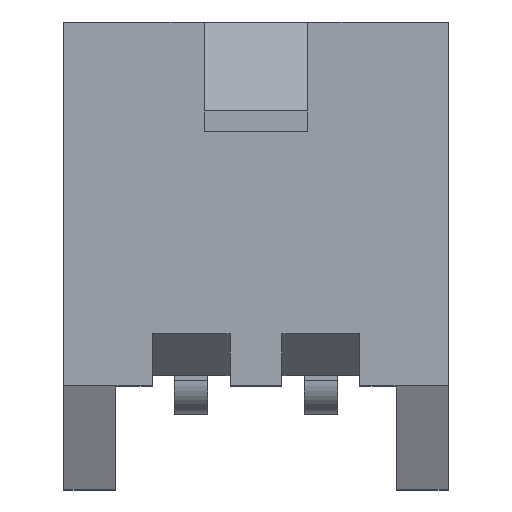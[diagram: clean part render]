
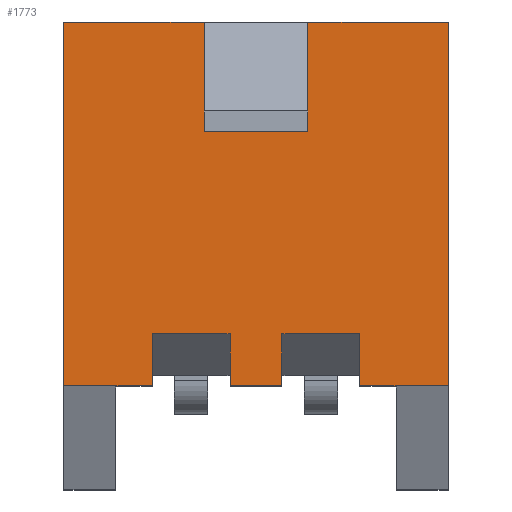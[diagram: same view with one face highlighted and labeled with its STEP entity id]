
A CAD part, top view. The second image highlights one B-rep face of the part: STEP entity #1773.
In plain terms, the highlighted planar face has unit normal (0, 0, 1).
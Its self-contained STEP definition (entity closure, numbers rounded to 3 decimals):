
#1 = EDGE_CURVE ( 'NONE', #1992, #2409, #1155, .T. ) ;
#5 = VERTEX_POINT ( 'NONE', #1829 ) ;
#28 = ORIENTED_EDGE ( 'NONE', *, *, #2766, .F. ) ;
#33 = DIRECTION ( 'NONE',  ( 0., -1., 0. ) ) ;
#60 = DIRECTION ( 'NONE',  ( 1., 0., 0. ) ) ;
#73 = LINE ( 'NONE', #2265, #3112 ) ;
#80 = LINE ( 'NONE', #96, #2582 ) ;
#96 = CARTESIAN_POINT ( 'NONE',  ( -7.45, 1., 2.9 ) ) ;
#98 = VECTOR ( 'NONE', #1355, 1000. ) ;
#111 = DIRECTION ( 'NONE',  ( 1., 0., 0. ) ) ;
#115 = CARTESIAN_POINT ( 'NONE',  ( -5.75, 0., 2.9 ) ) ;
#124 = EDGE_CURVE ( 'NONE', #3103, #5, #1204, .T. ) ;
#167 = EDGE_CURVE ( 'NONE', #2571, #2160, #1527, .T. ) ;
#170 = CARTESIAN_POINT ( 'NONE',  ( 0., 0., 2.9 ) ) ;
#177 = ORIENTED_EDGE ( 'NONE', *, *, #167, .T. ) ;
#245 = CARTESIAN_POINT ( 'NONE',  ( 0., 0., 2.9 ) ) ;
#248 = CARTESIAN_POINT ( 'NONE',  ( -7.45, 0., 2.9 ) ) ;
#296 = CARTESIAN_POINT ( 'NONE',  ( -7.45, 5., 2.9 ) ) ;
#336 = VECTOR ( 'NONE', #1091, 1000. ) ;
#337 = DIRECTION ( 'NONE',  ( 1., 0., 0. ) ) ;
#364 = EDGE_CURVE ( 'NONE', #2266, #789, #80, .T. ) ;
#367 = LINE ( 'NONE', #1553, #2023 ) ;
#375 = EDGE_CURVE ( 'NONE', #1206, #1515, #367, .T. ) ;
#393 = LINE ( 'NONE', #620, #98 ) ;
#453 = EDGE_CURVE ( 'NONE', #789, #2840, #2817, .T. ) ;
#467 = CARTESIAN_POINT ( 'NONE',  ( -1.75, 0., 2.9 ) ) ;
#486 = VECTOR ( 'NONE', #1807, 1000. ) ;
#521 = CARTESIAN_POINT ( 'NONE',  ( -4.75, 5., 2.9 ) ) ;
#557 = ORIENTED_EDGE ( 'NONE', *, *, #780, .F. ) ;
#578 = CARTESIAN_POINT ( 'NONE',  ( -1.75, 1., 2.9 ) ) ;
#620 = CARTESIAN_POINT ( 'NONE',  ( -2.75, 0., 2.9 ) ) ;
#658 = EDGE_CURVE ( 'NONE', #1515, #3149, #1046, .T. ) ;
#677 = EDGE_CURVE ( 'NONE', #683, #1992, #73, .T. ) ;
#683 = VERTEX_POINT ( 'NONE', #866 ) ;
#688 = DIRECTION ( 'NONE',  ( 1., 0., 0. ) ) ;
#710 = VERTEX_POINT ( 'NONE', #2752 ) ;
#720 = ORIENTED_EDGE ( 'NONE', *, *, #1, .F. ) ;
#741 = DIRECTION ( 'NONE',  ( 0., 1., 0. ) ) ;
#780 = EDGE_CURVE ( 'NONE', #1559, #2160, #1331, .T. ) ;
#789 = VERTEX_POINT ( 'NONE', #578 ) ;
#797 = EDGE_CURVE ( 'NONE', #1206, #5, #1571, .T. ) ;
#808 = DIRECTION ( 'NONE',  ( 1., 0., 0. ) ) ;
#847 = VERTEX_POINT ( 'NONE', #1360 ) ;
#866 = CARTESIAN_POINT ( 'NONE',  ( -2.75, 7., 2.9 ) ) ;
#873 = CARTESIAN_POINT ( 'NONE',  ( -0.05, 7., 2.9 ) ) ;
#1030 = ORIENTED_EDGE ( 'NONE', *, *, #677, .F. ) ;
#1046 = LINE ( 'NONE', #1303, #1317 ) ;
#1054 = VECTOR ( 'NONE', #1607, 1000. ) ;
#1069 = CARTESIAN_POINT ( 'NONE',  ( -4.25, 0., 2.9 ) ) ;
#1091 = DIRECTION ( 'NONE',  ( 0., -1., 0. ) ) ;
#1099 = ORIENTED_EDGE ( 'NONE', *, *, #2230, .T. ) ;
#1155 = LINE ( 'NONE', #2126, #1054 ) ;
#1178 = ORIENTED_EDGE ( 'NONE', *, *, #2553, .T. ) ;
#1192 = VECTOR ( 'NONE', #1509, 1000. ) ;
#1204 = LINE ( 'NONE', #2182, #3106 ) ;
#1206 = VERTEX_POINT ( 'NONE', #2745 ) ;
#1258 = DIRECTION ( 'NONE',  ( 0., 0., 1. ) ) ;
#1267 = ORIENTED_EDGE ( 'NONE', *, *, #2863, .F. ) ;
#1303 = CARTESIAN_POINT ( 'NONE',  ( -4.25, 0., 2.9 ) ) ;
#1317 = VECTOR ( 'NONE', #33, 1000. ) ;
#1331 = LINE ( 'NONE', #3003, #486 ) ;
#1355 = DIRECTION ( 'NONE',  ( 0., -1., 0. ) ) ;
#1360 = CARTESIAN_POINT ( 'NONE',  ( -2.75, 5., 2.9 ) ) ;
#1429 = CARTESIAN_POINT ( 'NONE',  ( -3.25, 0., 2.9 ) ) ;
#1458 = PLANE ( 'NONE',  #1538 ) ;
#1504 = ORIENTED_EDGE ( 'NONE', *, *, #124, .T. ) ;
#1509 = DIRECTION ( 'NONE',  ( 1., 0., 0. ) ) ;
#1515 = VERTEX_POINT ( 'NONE', #1925 ) ;
#1527 = LINE ( 'NONE', #2275, #1617 ) ;
#1538 = AXIS2_PLACEMENT_3D ( 'NONE', #248, #1258, #2922 ) ;
#1553 = CARTESIAN_POINT ( 'NONE',  ( -7.45, 1., 2.9 ) ) ;
#1557 = DIRECTION ( 'NONE',  ( 0., -1., 0. ) ) ;
#1559 = VERTEX_POINT ( 'NONE', #2247 ) ;
#1571 = LINE ( 'NONE', #115, #2491 ) ;
#1607 = DIRECTION ( 'NONE',  ( 0., -1., 0. ) ) ;
#1617 = VECTOR ( 'NONE', #2497, 1000. ) ;
#1651 = LINE ( 'NONE', #170, #1791 ) ;
#1659 = EDGE_CURVE ( 'NONE', #2266, #710, #2543, .T. ) ;
#1671 = ORIENTED_EDGE ( 'NONE', *, *, #658, .T. ) ;
#1773 = ADVANCED_FACE ( 'NONE', ( #1953 ), #1458, .T. ) ;
#1791 = VECTOR ( 'NONE', #3151, 1000. ) ;
#1807 = DIRECTION ( 'NONE',  ( 1., 0., 0. ) ) ;
#1829 = CARTESIAN_POINT ( 'NONE',  ( -5.75, 0., 2.9 ) ) ;
#1925 = CARTESIAN_POINT ( 'NONE',  ( -4.25, 1., 2.9 ) ) ;
#1930 = CARTESIAN_POINT ( 'NONE',  ( -7.45, 0., 2.9 ) ) ;
#1953 = FACE_OUTER_BOUND ( 'NONE', #2896, .T. ) ;
#1992 = VERTEX_POINT ( 'NONE', #873 ) ;
#2023 = VECTOR ( 'NONE', #337, 1000. ) ;
#2077 = ORIENTED_EDGE ( 'NONE', *, *, #375, .T. ) ;
#2126 = CARTESIAN_POINT ( 'NONE',  ( -0.05, 0., 2.9 ) ) ;
#2153 = CARTESIAN_POINT ( 'NONE',  ( -3.25, 1., 2.9 ) ) ;
#2160 = VERTEX_POINT ( 'NONE', #2489 ) ;
#2182 = CARTESIAN_POINT ( 'NONE',  ( -7.45, 0., 2.9 ) ) ;
#2230 = EDGE_CURVE ( 'NONE', #683, #847, #393, .T. ) ;
#2247 = CARTESIAN_POINT ( 'NONE',  ( -7.45, 7., 2.9 ) ) ;
#2264 = ORIENTED_EDGE ( 'NONE', *, *, #1659, .F. ) ;
#2265 = CARTESIAN_POINT ( 'NONE',  ( 0., 7., 2.9 ) ) ;
#2266 = VERTEX_POINT ( 'NONE', #2153 ) ;
#2275 = CARTESIAN_POINT ( 'NONE',  ( -4.75, 0., 2.9 ) ) ;
#2400 = DIRECTION ( 'NONE',  ( 0., -1., 0. ) ) ;
#2409 = VERTEX_POINT ( 'NONE', #2959 ) ;
#2416 = LINE ( 'NONE', #245, #1192 ) ;
#2489 = CARTESIAN_POINT ( 'NONE',  ( -4.75, 7., 2.9 ) ) ;
#2491 = VECTOR ( 'NONE', #1557, 1000. ) ;
#2497 = DIRECTION ( 'NONE',  ( 0., 1., 0. ) ) ;
#2534 = LINE ( 'NONE', #296, #2666 ) ;
#2543 = LINE ( 'NONE', #1429, #2815 ) ;
#2553 = EDGE_CURVE ( 'NONE', #2840, #2409, #1651, .T. ) ;
#2561 = VECTOR ( 'NONE', #741, 1000. ) ;
#2571 = VERTEX_POINT ( 'NONE', #521 ) ;
#2580 = ORIENTED_EDGE ( 'NONE', *, *, #797, .F. ) ;
#2582 = VECTOR ( 'NONE', #111, 1000. ) ;
#2605 = ORIENTED_EDGE ( 'NONE', *, *, #2805, .T. ) ;
#2651 = CARTESIAN_POINT ( 'NONE',  ( -7.45, 0., 2.9 ) ) ;
#2666 = VECTOR ( 'NONE', #60, 1000. ) ;
#2745 = CARTESIAN_POINT ( 'NONE',  ( -5.75, 1., 2.9 ) ) ;
#2752 = CARTESIAN_POINT ( 'NONE',  ( -3.25, 0., 2.9 ) ) ;
#2766 = EDGE_CURVE ( 'NONE', #3103, #1559, #2921, .T. ) ;
#2805 = EDGE_CURVE ( 'NONE', #3149, #710, #2416, .T. ) ;
#2815 = VECTOR ( 'NONE', #2400, 1000. ) ;
#2817 = LINE ( 'NONE', #3194, #336 ) ;
#2840 = VERTEX_POINT ( 'NONE', #467 ) ;
#2863 = EDGE_CURVE ( 'NONE', #2571, #847, #2534, .T. ) ;
#2866 = ORIENTED_EDGE ( 'NONE', *, *, #453, .T. ) ;
#2896 = EDGE_LOOP ( 'NONE', ( #177, #557, #28, #1504, #2580, #2077, #1671, #2605, #2264, #3070, #2866, #1178, #720, #1030, #1099, #1267 ) ) ;
#2921 = LINE ( 'NONE', #2651, #2561 ) ;
#2922 = DIRECTION ( 'NONE',  ( 1., 0., 0. ) ) ;
#2959 = CARTESIAN_POINT ( 'NONE',  ( -0.05, 0., 2.9 ) ) ;
#3003 = CARTESIAN_POINT ( 'NONE',  ( 0., 7., 2.9 ) ) ;
#3070 = ORIENTED_EDGE ( 'NONE', *, *, #364, .T. ) ;
#3103 = VERTEX_POINT ( 'NONE', #1930 ) ;
#3106 = VECTOR ( 'NONE', #688, 1000. ) ;
#3112 = VECTOR ( 'NONE', #808, 1000. ) ;
#3149 = VERTEX_POINT ( 'NONE', #1069 ) ;
#3151 = DIRECTION ( 'NONE',  ( 1., 0., 0. ) ) ;
#3194 = CARTESIAN_POINT ( 'NONE',  ( -1.75, 0., 2.9 ) ) ;
